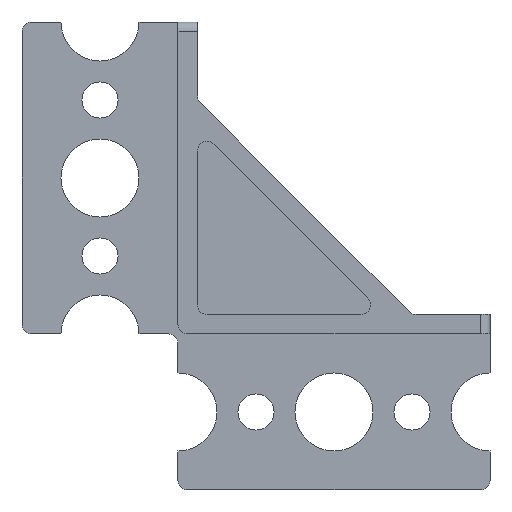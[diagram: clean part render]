
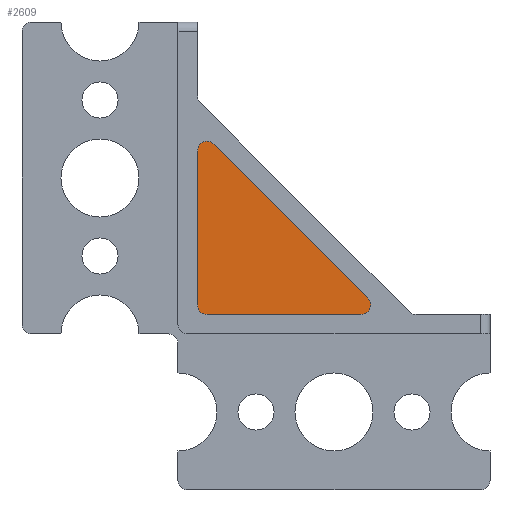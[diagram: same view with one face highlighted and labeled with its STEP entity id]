
A CAD part, front view. The second image highlights one B-rep face of the part: STEP entity #2609.
In plain terms, the highlighted planar face has unit normal (0, -1, 0).
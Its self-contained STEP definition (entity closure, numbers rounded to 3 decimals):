
#3 = VERTEX_POINT ( 'NONE', #1035 ) ;
#33 = CIRCLE ( 'NONE', #403, 1. ) ;
#38 = ORIENTED_EDGE ( 'NONE', *, *, #2323, .T. ) ;
#86 = AXIS2_PLACEMENT_3D ( 'NONE', #2662, #704, #1781 ) ;
#288 = LINE ( 'NONE', #2621, #2535 ) ;
#296 = VECTOR ( 'NONE', #2305, 1000. ) ;
#356 = EDGE_CURVE ( 'NONE', #2468, #2429, #763, .T. ) ;
#403 = AXIS2_PLACEMENT_3D ( 'NONE', #1201, #1205, #1225 ) ;
#426 = CARTESIAN_POINT ( 'NONE',  ( 17.035, 26.278, 29.516 ) ) ;
#428 = AXIS2_PLACEMENT_3D ( 'NONE', #1012, #1037, #1028 ) ;
#441 = CARTESIAN_POINT ( 'NONE',  ( 17.035, 26.278, 45.273 ) ) ;
#450 = DIRECTION ( 'NONE',  ( 0., -1., 0. ) ) ;
#456 = DIRECTION ( 'NONE',  ( 0., 0., -1. ) ) ;
#477 = DIRECTION ( 'NONE',  ( 0., -1., 0. ) ) ;
#479 = DIRECTION ( 'NONE',  ( 0., 0., -1. ) ) ;
#528 = EDGE_CURVE ( 'NONE', #2431, #1432, #1264, .T. ) ;
#559 = ORIENTED_EDGE ( 'NONE', *, *, #528, .T. ) ;
#579 = ORIENTED_EDGE ( 'NONE', *, *, #2082, .T. ) ;
#639 = AXIS2_PLACEMENT_3D ( 'NONE', #426, #450, #456 ) ;
#698 = VECTOR ( 'NONE', #1599, 1000. ) ;
#704 = DIRECTION ( 'NONE',  ( 0., -1., 0. ) ) ;
#751 = CIRCLE ( 'NONE', #428, 1. ) ;
#763 = CIRCLE ( 'NONE', #1999, 1. ) ;
#789 = EDGE_CURVE ( 'NONE', #3, #1162, #288, .T. ) ;
#1012 = CARTESIAN_POINT ( 'NONE',  ( 17.035, 26.278, 45.273 ) ) ;
#1023 = CARTESIAN_POINT ( 'NONE',  ( 32.792, 26.278, 28.516 ) ) ;
#1028 = DIRECTION ( 'NONE',  ( 0., 0., -1. ) ) ;
#1035 = CARTESIAN_POINT ( 'NONE',  ( 33.499, 26.278, 30.223 ) ) ;
#1037 = DIRECTION ( 'NONE',  ( 0., -1., 0. ) ) ;
#1113 = FACE_OUTER_BOUND ( 'NONE', #2025, .T. ) ;
#1162 = VERTEX_POINT ( 'NONE', #1311 ) ;
#1201 = CARTESIAN_POINT ( 'NONE',  ( 32.792, 26.278, 29.516 ) ) ;
#1205 = DIRECTION ( 'NONE',  ( 0., -1., 0. ) ) ;
#1225 = DIRECTION ( 'NONE',  ( 0., 0., -1. ) ) ;
#1264 = LINE ( 'NONE', #1594, #698 ) ;
#1266 = ORIENTED_EDGE ( 'NONE', *, *, #2645, .T. ) ;
#1311 = CARTESIAN_POINT ( 'NONE',  ( 17.742, 26.278, 45.98 ) ) ;
#1432 = VERTEX_POINT ( 'NONE', #1023 ) ;
#1594 = CARTESIAN_POINT ( 'NONE',  ( 16.035, 26.278, 28.516 ) ) ;
#1599 = DIRECTION ( 'NONE',  ( 1., 0., 0. ) ) ;
#1781 = DIRECTION ( 'NONE',  ( 0., 0., -1. ) ) ;
#1850 = CARTESIAN_POINT ( 'NONE',  ( 16.035, 26.278, 45.273 ) ) ;
#1872 = ORIENTED_EDGE ( 'NONE', *, *, #789, .T. ) ;
#1877 = CARTESIAN_POINT ( 'NONE',  ( 17.035, 26.278, 28.516 ) ) ;
#1999 = AXIS2_PLACEMENT_3D ( 'NONE', #441, #477, #479 ) ;
#2003 = CARTESIAN_POINT ( 'NONE',  ( 16.035, 26.278, 29.516 ) ) ;
#2019 = CARTESIAN_POINT ( 'NONE',  ( 17.035, 26.278, 46.273 ) ) ;
#2025 = EDGE_LOOP ( 'NONE', ( #1872, #38, #2191, #1266, #579, #559, #2194 ) ) ;
#2038 = LINE ( 'NONE', #2748, #296 ) ;
#2082 = EDGE_CURVE ( 'NONE', #2465, #2431, #2703, .T. ) ;
#2191 = ORIENTED_EDGE ( 'NONE', *, *, #356, .T. ) ;
#2194 = ORIENTED_EDGE ( 'NONE', *, *, #2357, .T. ) ;
#2305 = DIRECTION ( 'NONE',  ( 0., 0., -1. ) ) ;
#2323 = EDGE_CURVE ( 'NONE', #1162, #2468, #751, .T. ) ;
#2357 = EDGE_CURVE ( 'NONE', #1432, #3, #33, .T. ) ;
#2429 = VERTEX_POINT ( 'NONE', #1850 ) ;
#2431 = VERTEX_POINT ( 'NONE', #1877 ) ;
#2465 = VERTEX_POINT ( 'NONE', #2003 ) ;
#2468 = VERTEX_POINT ( 'NONE', #2019 ) ;
#2535 = VECTOR ( 'NONE', #2686, 1000. ) ;
#2609 = ADVANCED_FACE ( 'NONE', ( #1113 ), #2762, .T. ) ;
#2621 = CARTESIAN_POINT ( 'NONE',  ( 35.206, 26.278, 28.516 ) ) ;
#2645 = EDGE_CURVE ( 'NONE', #2429, #2465, #2038, .T. ) ;
#2662 = CARTESIAN_POINT ( 'NONE',  ( 6.035, 26.278, 18.516 ) ) ;
#2686 = DIRECTION ( 'NONE',  ( -0.707, 0., 0.707 ) ) ;
#2703 = CIRCLE ( 'NONE', #639, 1. ) ;
#2748 = CARTESIAN_POINT ( 'NONE',  ( 16.035, 26.278, 47.687 ) ) ;
#2762 = PLANE ( 'NONE',  #86 ) ;
